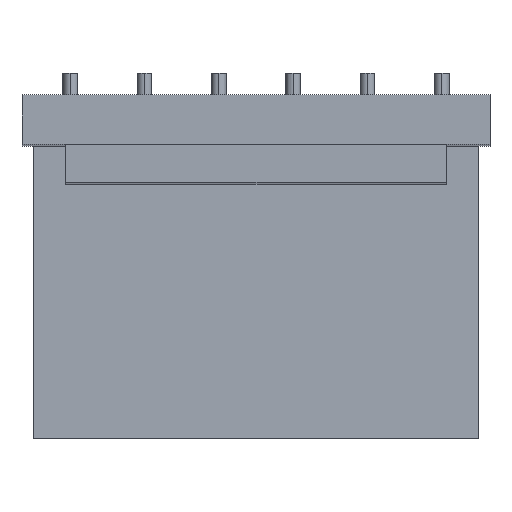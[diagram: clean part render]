
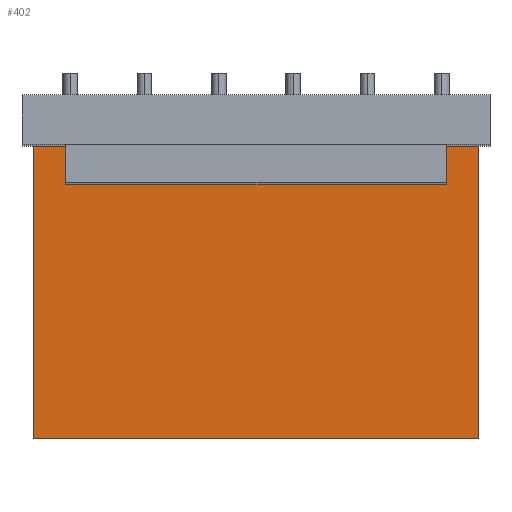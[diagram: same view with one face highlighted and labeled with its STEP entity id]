
A CAD part, top view. The second image highlights one B-rep face of the part: STEP entity #402.
In plain terms, the highlighted planar face has unit normal (0, 0, 1).
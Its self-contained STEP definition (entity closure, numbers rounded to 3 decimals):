
#61 = AXIS2_PLACEMENT_3D ( 'NONE', #956, #752, #364 ) ;
#86 = ORIENTED_EDGE ( 'NONE', *, *, #310, .F. ) ;
#176 = LINE ( 'NONE', #475, #820 ) ;
#230 = CARTESIAN_POINT ( 'NONE',  ( 7.62, -11.5, -16.13 ) ) ;
#249 = PLANE ( 'NONE',  #61 ) ;
#255 = ORIENTED_EDGE ( 'NONE', *, *, #282, .T. ) ;
#282 = EDGE_CURVE ( 'NONE', #1077, #896, #176, .T. ) ;
#305 = VERTEX_POINT ( 'NONE', #562 ) ;
#310 = EDGE_CURVE ( 'NONE', #305, #896, #577, .T. ) ;
#364 = DIRECTION ( 'NONE',  ( 1., 0., 0. ) ) ;
#398 = VECTOR ( 'NONE', #451, 1000. ) ;
#402 = ADVANCED_FACE ( 'NONE', ( #472 ), #249, .T. ) ;
#439 = DIRECTION ( 'NONE',  ( 1., 0., 0. ) ) ;
#442 = CARTESIAN_POINT ( 'NONE',  ( -7.62, -11.5, -16.13 ) ) ;
#451 = DIRECTION ( 'NONE',  ( 0., 1., 0. ) ) ;
#472 = FACE_OUTER_BOUND ( 'NONE', #804, .T. ) ;
#475 = CARTESIAN_POINT ( 'NONE',  ( 7.62, -11.5, -16.13 ) ) ;
#548 = VERTEX_POINT ( 'NONE', #442 ) ;
#562 = CARTESIAN_POINT ( 'NONE',  ( -7.62, -1.5, -16.13 ) ) ;
#577 = LINE ( 'NONE', #829, #607 ) ;
#607 = VECTOR ( 'NONE', #439, 1000. ) ;
#632 = CARTESIAN_POINT ( 'NONE',  ( 7.62, -1.5, -16.13 ) ) ;
#733 = CARTESIAN_POINT ( 'NONE',  ( -7.62, -11.5, -16.13 ) ) ;
#745 = EDGE_CURVE ( 'NONE', #548, #1077, #975, .T. ) ;
#752 = DIRECTION ( 'NONE',  ( 0., 0., 1. ) ) ;
#773 = DIRECTION ( 'NONE',  ( 1., 0., 0. ) ) ;
#804 = EDGE_LOOP ( 'NONE', ( #86, #1115, #1111, #255 ) ) ;
#820 = VECTOR ( 'NONE', #1069, 1000. ) ;
#829 = CARTESIAN_POINT ( 'NONE',  ( 0., -1.5, -16.13 ) ) ;
#877 = CARTESIAN_POINT ( 'NONE',  ( 0., -11.5, -16.13 ) ) ;
#896 = VERTEX_POINT ( 'NONE', #632 ) ;
#956 = CARTESIAN_POINT ( 'NONE',  ( 0., -11.5, -16.13 ) ) ;
#975 = LINE ( 'NONE', #877, #1187 ) ;
#1069 = DIRECTION ( 'NONE',  ( 0., 1., 0. ) ) ;
#1076 = EDGE_CURVE ( 'NONE', #548, #305, #1249, .T. ) ;
#1077 = VERTEX_POINT ( 'NONE', #230 ) ;
#1111 = ORIENTED_EDGE ( 'NONE', *, *, #745, .T. ) ;
#1115 = ORIENTED_EDGE ( 'NONE', *, *, #1076, .F. ) ;
#1187 = VECTOR ( 'NONE', #773, 1000. ) ;
#1249 = LINE ( 'NONE', #733, #398 ) ;
